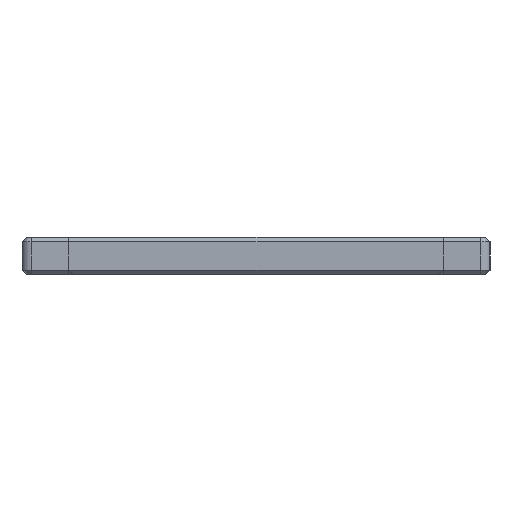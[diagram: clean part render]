
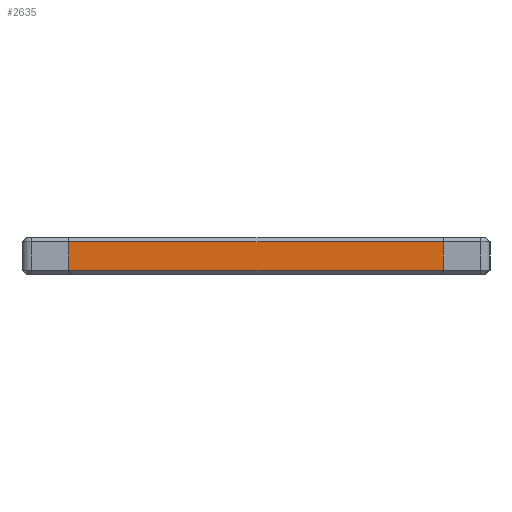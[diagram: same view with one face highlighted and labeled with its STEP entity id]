
A CAD part, left-side view. The second image highlights one B-rep face of the part: STEP entity #2635.
In plain terms, the highlighted planar face has unit normal (-1, 0, 0).
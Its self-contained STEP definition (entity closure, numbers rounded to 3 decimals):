
#132=PLANE('',#2914);
#287=FACE_OUTER_BOUND('',#459,.T.);
#459=EDGE_LOOP('',(#2379,#2380,#2381,#2382));
#548=LINE('',#3984,#804);
#606=LINE('',#4175,#862);
#713=LINE('',#4460,#969);
#719=LINE('',#4473,#975);
#804=VECTOR('',#3160,10.);
#862=VECTOR('',#3338,10.);
#969=VECTOR('',#3661,10.);
#975=VECTOR('',#3677,10.);
#1197=VERTEX_POINT('',#3981);
#1198=VERTEX_POINT('',#3983);
#1264=VERTEX_POINT('',#4172);
#1265=VERTEX_POINT('',#4174);
#1444=EDGE_CURVE('',#1198,#1197,#548,.T.);
#1538=EDGE_CURVE('',#1264,#1265,#606,.T.);
#1677=EDGE_CURVE('',#1265,#1197,#713,.T.);
#1683=EDGE_CURVE('',#1198,#1264,#719,.T.);
#2379=ORIENTED_EDGE('',*,*,#1677,.F.);
#2380=ORIENTED_EDGE('',*,*,#1538,.F.);
#2381=ORIENTED_EDGE('',*,*,#1683,.F.);
#2382=ORIENTED_EDGE('',*,*,#1444,.T.);
#2635=ADVANCED_FACE('',(#287),#132,.T.);
#2914=AXIS2_PLACEMENT_3D('',#4472,#3675,#3676);
#3160=DIRECTION('',(0.,0.,-1.));
#3338=DIRECTION('',(0.,0.,-1.));
#3661=DIRECTION('',(0.,1.,0.));
#3675=DIRECTION('center_axis',(-1.,0.,0.));
#3676=DIRECTION('ref_axis',(0.,1.,0.));
#3677=DIRECTION('',(0.,-1.,0.));
#3981=CARTESIAN_POINT('',(275.,127.279,-23.897));
#3983=CARTESIAN_POINT('',(275.,127.279,-20.897));
#3984=CARTESIAN_POINT('',(275.,127.279,-20.397));
#4172=CARTESIAN_POINT('',(275.,87.279,-20.897));
#4174=CARTESIAN_POINT('',(275.,87.279,-23.897));
#4175=CARTESIAN_POINT('',(275.,87.279,-20.397));
#4460=CARTESIAN_POINT('',(275.,97.279,-23.897));
#4472=CARTESIAN_POINT('Origin',(275.,87.279,-20.397));
#4473=CARTESIAN_POINT('',(275.,97.279,-20.897));
